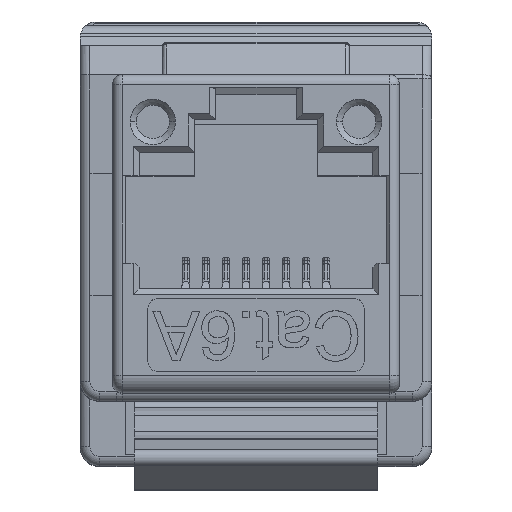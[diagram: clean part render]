
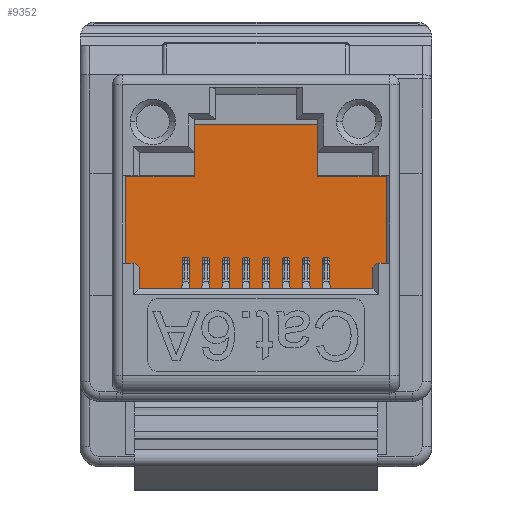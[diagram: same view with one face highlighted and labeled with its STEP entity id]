
A CAD part, top view. The second image highlights one B-rep face of the part: STEP entity #9352.
In plain terms, the highlighted planar face has unit normal (0, 0, 1).
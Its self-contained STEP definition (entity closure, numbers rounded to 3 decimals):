
#5917 = EDGE_CURVE ( 'NONE', #5929, #5951, #25732, .T. ) ;
#5929 = VERTEX_POINT ( 'NONE', #25759 ) ;
#5951 = VERTEX_POINT ( 'NONE', #25815 ) ;
#6134 = VERTEX_POINT ( 'NONE', #26214 ) ;
#6147 = EDGE_CURVE ( 'NONE', #6134, #5951, #26277, .T. ) ;
#6152 = EDGE_CURVE ( 'NONE', #6168, #5929, #26301, .T. ) ;
#6168 = VERTEX_POINT ( 'NONE', #26331 ) ;
#6385 = VERTEX_POINT ( 'NONE', #26997 ) ;
#6389 = EDGE_CURVE ( 'NONE', #6461, #6385, #26948, .T. ) ;
#6461 = VERTEX_POINT ( 'NONE', #27185 ) ;
#8999 = VERTEX_POINT ( 'NONE', #42591 ) ;
#9015 = EDGE_CURVE ( 'NONE', #9022, #9017, #42740, .T. ) ;
#9017 = VERTEX_POINT ( 'NONE', #42730 ) ;
#9022 = VERTEX_POINT ( 'NONE', #42593 ) ;
#9053 = EDGE_CURVE ( 'NONE', #6461, #8999, #42898, .T. ) ;
#9059 = EDGE_CURVE ( 'NONE', #9017, #6385, #42956, .T. ) ;
#9062 = VERTEX_POINT ( 'NONE', #43011 ) ;
#9066 = EDGE_CURVE ( 'NONE', #8999, #9062, #43078, .T. ) ;
#9115 = VERTEX_POINT ( 'NONE', #43469 ) ;
#9152 = EDGE_CURVE ( 'NONE', #6168, #9115, #43729, .T. ) ;
#9154 = EDGE_CURVE ( 'NONE', #9115, #9062, #43712, .T. ) ;
#9164 = EDGE_CURVE ( 'NONE', #9022, #9220, #43769, .T. ) ;
#9219 = EDGE_CURVE ( 'NONE', #9220, #6134, #44177, .T. ) ;
#9220 = VERTEX_POINT ( 'NONE', #44228 ) ;
#9352 = ADVANCED_FACE ( 'NONE', ( #45030 ), #45159, .T. ) ;
#9354 = ORIENTED_EDGE ( 'NONE', *, *, #9059, .F. ) ;
#9355 = ORIENTED_EDGE ( 'NONE', *, *, #9015, .F. ) ;
#9356 = ORIENTED_EDGE ( 'NONE', *, *, #6389, .T. ) ;
#9358 = ORIENTED_EDGE ( 'NONE', *, *, #9219, .T. ) ;
#9364 = EDGE_LOOP ( 'NONE', ( #9370, #9356, #9354, #9355, #9418, #9358, #9420, #9422, #9417, #9423, #9419, #9425 ) ) ;
#9370 = ORIENTED_EDGE ( 'NONE', *, *, #9053, .F. ) ;
#9417 = ORIENTED_EDGE ( 'NONE', *, *, #6152, .F. ) ;
#9418 = ORIENTED_EDGE ( 'NONE', *, *, #9164, .T. ) ;
#9419 = ORIENTED_EDGE ( 'NONE', *, *, #9154, .T. ) ;
#9420 = ORIENTED_EDGE ( 'NONE', *, *, #6147, .T. ) ;
#9422 = ORIENTED_EDGE ( 'NONE', *, *, #5917, .F. ) ;
#9423 = ORIENTED_EDGE ( 'NONE', *, *, #9152, .T. ) ;
#9425 = ORIENTED_EDGE ( 'NONE', *, *, #9066, .F. ) ;
#25726 = DIRECTION ( 'NONE',  ( 1., 0., 0. ) ) ;
#25727 = VECTOR ( 'NONE', #25726, 1000. ) ;
#25732 = LINE ( 'NONE', #25734, #25727 ) ;
#25734 = CARTESIAN_POINT ( 'NONE',  ( -36.333, 10.45, -9.3 ) ) ;
#25759 = CARTESIAN_POINT ( 'NONE',  ( -3.15, 10.45, -9.3 ) ) ;
#25815 = CARTESIAN_POINT ( 'NONE',  ( 3.15, 10.45, -9.3 ) ) ;
#26214 = CARTESIAN_POINT ( 'NONE',  ( 3.15, 8.31, -9.3 ) ) ;
#26277 = LINE ( 'NONE', #26315, #26314 ) ;
#26298 = DIRECTION ( 'NONE',  ( 0., 1., 0. ) ) ;
#26299 = VECTOR ( 'NONE', #26298, 1000. ) ;
#26300 = CARTESIAN_POINT ( 'NONE',  ( -3.15, 9.01, -9.3 ) ) ;
#26301 = LINE ( 'NONE', #26300, #26299 ) ;
#26313 = DIRECTION ( 'NONE',  ( 0., 1., 0. ) ) ;
#26314 = VECTOR ( 'NONE', #26313, 1000. ) ;
#26315 = CARTESIAN_POINT ( 'NONE',  ( 3.15, 11.95, -9.3 ) ) ;
#26331 = CARTESIAN_POINT ( 'NONE',  ( -3.15, 8.31, -9.3 ) ) ;
#26948 = LINE ( 'NONE', #26963, #26994 ) ;
#26963 = CARTESIAN_POINT ( 'NONE',  ( -36.333, -2.55, -9.3 ) ) ;
#26993 = DIRECTION ( 'NONE',  ( 1., 0., 0. ) ) ;
#26994 = VECTOR ( 'NONE', #26993, 1000. ) ;
#26997 = CARTESIAN_POINT ( 'NONE',  ( 7.55, -2.55, -9.3 ) ) ;
#27185 = CARTESIAN_POINT ( 'NONE',  ( -7.55, -2.55, -9.3 ) ) ;
#42591 = CARTESIAN_POINT ( 'NONE',  ( -7.908, -2.328, -9.3 ) ) ;
#42593 = CARTESIAN_POINT ( 'NONE',  ( 7.908, 8.132, -9.3 ) ) ;
#42726 = DIRECTION ( 'NONE',  ( 0., -1., 0. ) ) ;
#42727 = VECTOR ( 'NONE', #42726, 1000. ) ;
#42730 = CARTESIAN_POINT ( 'NONE',  ( 7.908, -2.328, -9.3 ) ) ;
#42739 = CARTESIAN_POINT ( 'NONE',  ( 7.908, 3.35, -9.3 ) ) ;
#42740 = LINE ( 'NONE', #42739, #42727 ) ;
#42898 = CIRCLE ( 'NONE', #42966, 0.4 ) ;
#42956 = CIRCLE ( 'NONE', #43007, 0.4 ) ;
#42963 = DIRECTION ( 'NONE',  ( 1., 0., 0. ) ) ;
#42964 = DIRECTION ( 'NONE',  ( 0., 0., -1. ) ) ;
#42966 = AXIS2_PLACEMENT_3D ( 'NONE', #42973, #42964, #42963 ) ;
#42973 = CARTESIAN_POINT ( 'NONE',  ( -7.55, -2.15, -9.3 ) ) ;
#43004 = DIRECTION ( 'NONE',  ( 1., 0., 0. ) ) ;
#43005 = DIRECTION ( 'NONE',  ( 0., 0., -1. ) ) ;
#43007 = AXIS2_PLACEMENT_3D ( 'NONE', #43016, #43005, #43004 ) ;
#43011 = CARTESIAN_POINT ( 'NONE',  ( -7.908, 8.132, -9.3 ) ) ;
#43016 = CARTESIAN_POINT ( 'NONE',  ( 7.55, -2.15, -9.3 ) ) ;
#43064 = DIRECTION ( 'NONE',  ( 0., 1., 0. ) ) ;
#43066 = VECTOR ( 'NONE', #43064, 1000. ) ;
#43067 = CARTESIAN_POINT ( 'NONE',  ( -7.908, 3.35, -9.3 ) ) ;
#43078 = LINE ( 'NONE', #43067, #43066 ) ;
#43469 = CARTESIAN_POINT ( 'NONE',  ( -7.45, 8.31, -9.3 ) ) ;
#43699 = CARTESIAN_POINT ( 'NONE',  ( -7.908, 8.132, -9.3 ) ) ;
#43700 = CARTESIAN_POINT ( 'NONE',  ( -7.839, 8.178, -9.3 ) ) ;
#43701 = CARTESIAN_POINT ( 'NONE',  ( -7.768, 8.221, -9.3 ) ) ;
#43703 = CARTESIAN_POINT ( 'NONE',  ( -7.616, 8.288, -9.3 ) ) ;
#43704 = CARTESIAN_POINT ( 'NONE',  ( -7.534, 8.31, -9.3 ) ) ;
#43705 = CARTESIAN_POINT ( 'NONE',  ( -7.45, 8.31, -9.3 ) ) ;
#43712 = B_SPLINE_CURVE_WITH_KNOTS ( 'NONE', 3,
 ( #43705, #43704, #43703, #43701, #43700, #43699 ),
 .UNSPECIFIED., .F., .F.,
 ( 4, 2, 4 ),
 ( 0., 0., 0.001 ),
 .UNSPECIFIED. ) ;
#43725 = DIRECTION ( 'NONE',  ( -1., 0., 0. ) ) ;
#43727 = VECTOR ( 'NONE', #43725, 1000. ) ;
#43728 = CARTESIAN_POINT ( 'NONE',  ( -7.45, 8.31, -9.3 ) ) ;
#43729 = LINE ( 'NONE', #43728, #43727 ) ;
#43739 = CARTESIAN_POINT ( 'NONE',  ( 7.45, 8.31, -9.3 ) ) ;
#43741 = CARTESIAN_POINT ( 'NONE',  ( 7.533, 8.31, -9.3 ) ) ;
#43743 = CARTESIAN_POINT ( 'NONE',  ( 7.616, 8.288, -9.3 ) ) ;
#43745 = CARTESIAN_POINT ( 'NONE',  ( 7.768, 8.221, -9.3 ) ) ;
#43747 = CARTESIAN_POINT ( 'NONE',  ( 7.839, 8.178, -9.3 ) ) ;
#43749 = CARTESIAN_POINT ( 'NONE',  ( 7.908, 8.132, -9.3 ) ) ;
#43769 = B_SPLINE_CURVE_WITH_KNOTS ( 'NONE', 3,
 ( #43749, #43747, #43745, #43743, #43741, #43739 ),
 .UNSPECIFIED., .F., .F.,
 ( 4, 2, 4 ),
 ( 0.001, 0.001, 0.001 ),
 .UNSPECIFIED. ) ;
#44175 = CARTESIAN_POINT ( 'NONE',  ( 4.4, 8.31, -9.3 ) ) ;
#44177 = LINE ( 'NONE', #44175, #44291 ) ;
#44228 = CARTESIAN_POINT ( 'NONE',  ( 7.45, 8.31, -9.3 ) ) ;
#44290 = DIRECTION ( 'NONE',  ( -1., 0., 0. ) ) ;
#44291 = VECTOR ( 'NONE', #44290, 1000. ) ;
#45030 = FACE_OUTER_BOUND ( 'NONE', #9364, .T. ) ;
#45142 = CARTESIAN_POINT ( 'NONE',  ( -36.333, 10.45, -9.3 ) ) ;
#45159 = PLANE ( 'NONE',  #45169 ) ;
#45162 = DIRECTION ( 'NONE',  ( 0., 0., 1. ) ) ;
#45169 = AXIS2_PLACEMENT_3D ( 'NONE', #45142, #45162, #45238 ) ;
#45238 = DIRECTION ( 'NONE',  ( 1., 0., 0. ) ) ;
